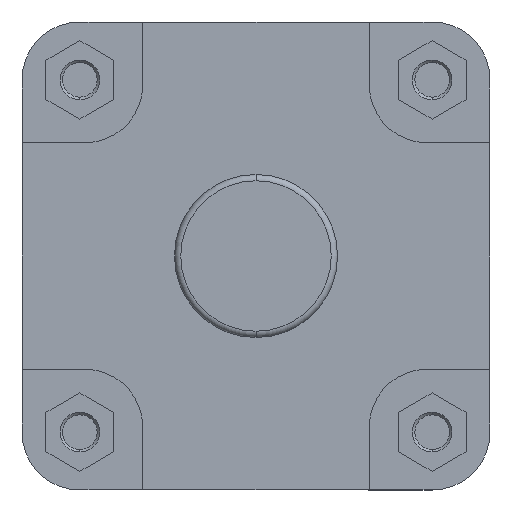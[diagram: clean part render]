
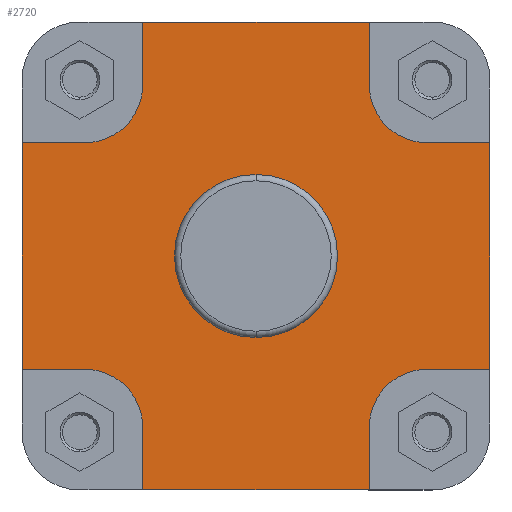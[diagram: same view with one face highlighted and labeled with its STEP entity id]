
A CAD part, left-side view. The second image highlights one B-rep face of the part: STEP entity #2720.
In plain terms, the highlighted planar face has unit normal (-1, 0, 0).
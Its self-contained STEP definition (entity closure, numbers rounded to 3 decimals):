
#165 = ORIENTED_EDGE ( 'NONE', *, *, #4756, .T. ) ;
#168 = ORIENTED_EDGE ( 'NONE', *, *, #4636, .T. ) ;
#174 = ORIENTED_EDGE ( 'NONE', *, *, #4351, .F. ) ;
#175 = ORIENTED_EDGE ( 'NONE', *, *, #5186, .F. ) ;
#179 = ORIENTED_EDGE ( 'NONE', *, *, #4668, .F. ) ;
#180 = ORIENTED_EDGE ( 'NONE', *, *, #4395, .F. ) ;
#181 = ORIENTED_EDGE ( 'NONE', *, *, #4402, .F. ) ;
#182 = ORIENTED_EDGE ( 'NONE', *, *, #5188, .F. ) ;
#187 = ORIENTED_EDGE ( 'NONE', *, *, #5172, .F. ) ;
#188 = ORIENTED_EDGE ( 'NONE', *, *, #5175, .F. ) ;
#191 = ORIENTED_EDGE ( 'NONE', *, *, #5177, .F. ) ;
#195 = ORIENTED_EDGE ( 'NONE', *, *, #4492, .F. ) ;
#196 = ORIENTED_EDGE ( 'NONE', *, *, #5168, .F. ) ;
#202 = ORIENTED_EDGE ( 'NONE', *, *, #5182, .F. ) ;
#206 = ORIENTED_EDGE ( 'NONE', *, *, #5184, .F. ) ;
#208 = ORIENTED_EDGE ( 'NONE', *, *, #5120, .F. ) ;
#210 = ORIENTED_EDGE ( 'NONE', *, *, #4494, .F. ) ;
#212 = ORIENTED_EDGE ( 'NONE', *, *, #5180, .F. ) ;
#411 = VERTEX_POINT ( 'NONE', #1491 ) ;
#435 = VERTEX_POINT ( 'NONE', #1511 ) ;
#475 = VERTEX_POINT ( 'NONE', #1551 ) ;
#476 = VERTEX_POINT ( 'NONE', #1552 ) ;
#477 = VERTEX_POINT ( 'NONE', #1553 ) ;
#478 = VERTEX_POINT ( 'NONE', #1554 ) ;
#479 = VERTEX_POINT ( 'NONE', #1555 ) ;
#480 = VERTEX_POINT ( 'NONE', #1556 ) ;
#481 = VERTEX_POINT ( 'NONE', #1557 ) ;
#482 = VERTEX_POINT ( 'NONE', #1558 ) ;
#483 = VERTEX_POINT ( 'NONE', #1559 ) ;
#484 = VERTEX_POINT ( 'NONE', #1560 ) ;
#485 = VERTEX_POINT ( 'NONE', #1561 ) ;
#486 = VERTEX_POINT ( 'NONE', #1562 ) ;
#487 = VERTEX_POINT ( 'NONE', #1563 ) ;
#488 = VERTEX_POINT ( 'NONE', #1564 ) ;
#489 = VERTEX_POINT ( 'NONE', #1565 ) ;
#490 = VERTEX_POINT ( 'NONE', #1566 ) ;
#721 = AXIS2_PLACEMENT_3D ( 'NONE', #2166, #2170, #2171 ) ;
#996 = AXIS2_PLACEMENT_3D ( 'NONE', #5043, #5044, #5045 ) ;
#1004 = AXIS2_PLACEMENT_3D ( 'NONE', #5101, #5104, #5105 ) ;
#1024 = AXIS2_PLACEMENT_3D ( 'NONE', #5260, #5267, #5268 ) ;
#1110 = AXIS2_PLACEMENT_3D ( 'NONE', #6605, #6621, #6622 ) ;
#1120 = AXIS2_PLACEMENT_3D ( 'NONE', #6677, #6683, #6684 ) ;
#1124 = AXIS2_PLACEMENT_3D ( 'NONE', #6689, #6691, #6692 ) ;
#1491 = CARTESIAN_POINT ( 'NONE',  ( 55., 0., 32.4 ) ) ;
#1511 = CARTESIAN_POINT ( 'NONE',  ( 55., 0., -32.4 ) ) ;
#1551 = CARTESIAN_POINT ( 'NONE',  ( 55., 45., -68. ) ) ;
#1552 = CARTESIAN_POINT ( 'NONE',  ( 55., 68., -45. ) ) ;
#1553 = CARTESIAN_POINT ( 'NONE',  ( 55., 93., -45. ) ) ;
#1554 = CARTESIAN_POINT ( 'NONE',  ( 55., 93., 45. ) ) ;
#1555 = CARTESIAN_POINT ( 'NONE',  ( 55., 68., 45. ) ) ;
#1556 = CARTESIAN_POINT ( 'NONE',  ( 55., 45., 68. ) ) ;
#1557 = CARTESIAN_POINT ( 'NONE',  ( 55., 45., 93. ) ) ;
#1558 = CARTESIAN_POINT ( 'NONE',  ( 55., -45., 93. ) ) ;
#1559 = CARTESIAN_POINT ( 'NONE',  ( 55., -45., 68. ) ) ;
#1560 = CARTESIAN_POINT ( 'NONE',  ( 55., -68., 45. ) ) ;
#1561 = CARTESIAN_POINT ( 'NONE',  ( 55., -93., 45. ) ) ;
#1562 = CARTESIAN_POINT ( 'NONE',  ( 55., -93., -45. ) ) ;
#1563 = CARTESIAN_POINT ( 'NONE',  ( 55., -68., -45. ) ) ;
#1564 = CARTESIAN_POINT ( 'NONE',  ( 55., -45., -68. ) ) ;
#1565 = CARTESIAN_POINT ( 'NONE',  ( 55., -45., -93. ) ) ;
#1566 = CARTESIAN_POINT ( 'NONE',  ( 55., 45., -93. ) ) ;
#2166 = CARTESIAN_POINT ( 'NONE',  ( 55., 32.4, 0. ) ) ;
#2167 = PLANE ( 'NONE',  #721 ) ;
#2170 = DIRECTION ( 'NONE',  ( 1., 0., 0. ) ) ;
#2171 = DIRECTION ( 'NONE',  ( 0., 0., -1. ) ) ;
#2602 = EDGE_LOOP ( 'NONE', ( #168, #179, #181, #210, #165, #180, #208, #196, #187, #188, #191, #212, #182, #175, #206, #202 ) ) ;
#2638 = EDGE_LOOP ( 'NONE', ( #174, #195 ) ) ;
#2720 = ADVANCED_FACE ( 'NONE', ( #3800, #3813 ), #2167, .F. ) ;
#3800 = FACE_BOUND ( 'NONE', #2638, .T. ) ;
#3813 = FACE_OUTER_BOUND ( 'NONE', #2602, .T. ) ;
#4351 = EDGE_CURVE ( 'NONE', #411, #435, #5905, .T. ) ;
#4395 = EDGE_CURVE ( 'NONE', #484, #485, #5927, .T. ) ;
#4402 = EDGE_CURVE ( 'NONE', #487, #488, #5946, .T. ) ;
#4492 = EDGE_CURVE ( 'NONE', #435, #411, #6014, .T. ) ;
#4494 = EDGE_CURVE ( 'NONE', #486, #487, #6009, .T. ) ;
#4636 = EDGE_CURVE ( 'NONE', #490, #489, #6098, .T. ) ;
#4668 = EDGE_CURVE ( 'NONE', #488, #489, #6126, .T. ) ;
#4756 = EDGE_CURVE ( 'NONE', #486, #485, #6190, .T. ) ;
#5043 = CARTESIAN_POINT ( 'NONE',  ( 55., 0., 0. ) ) ;
#5044 = DIRECTION ( 'NONE',  ( -1., 0., 0. ) ) ;
#5045 = DIRECTION ( 'NONE',  ( 0., 0., 1. ) ) ;
#5089 = CARTESIAN_POINT ( 'NONE',  ( 55., -68., 45. ) ) ;
#5092 = DIRECTION ( 'NONE',  ( 0., -1., 0. ) ) ;
#5101 = CARTESIAN_POINT ( 'NONE',  ( 55., -68., -68. ) ) ;
#5104 = DIRECTION ( 'NONE',  ( -1., 0., 0. ) ) ;
#5105 = DIRECTION ( 'NONE',  ( 0., 0., -1. ) ) ;
#5120 = EDGE_CURVE ( 'NONE', #483, #484, #6332, .T. ) ;
#5168 = EDGE_CURVE ( 'NONE', #482, #483, #6359, .T. ) ;
#5172 = EDGE_CURVE ( 'NONE', #481, #482, #6379, .T. ) ;
#5175 = EDGE_CURVE ( 'NONE', #480, #481, #6381, .T. ) ;
#5177 = EDGE_CURVE ( 'NONE', #479, #480, #6385, .T. ) ;
#5180 = EDGE_CURVE ( 'NONE', #478, #479, #6377, .T. ) ;
#5182 = EDGE_CURVE ( 'NONE', #490, #475, #6384, .T. ) ;
#5184 = EDGE_CURVE ( 'NONE', #475, #476, #6391, .T. ) ;
#5186 = EDGE_CURVE ( 'NONE', #476, #477, #6387, .T. ) ;
#5188 = EDGE_CURVE ( 'NONE', #477, #478, #6392, .T. ) ;
#5260 = CARTESIAN_POINT ( 'NONE',  ( 55., 0., 0. ) ) ;
#5267 = DIRECTION ( 'NONE',  ( -1., 0., 0. ) ) ;
#5268 = DIRECTION ( 'NONE',  ( 0., 0., 1. ) ) ;
#5270 = CARTESIAN_POINT ( 'NONE',  ( 55., -93., -45. ) ) ;
#5271 = DIRECTION ( 'NONE',  ( 0., 1., 0. ) ) ;
#5443 = CARTESIAN_POINT ( 'NONE',  ( 55., -204.741, -93. ) ) ;
#5446 = DIRECTION ( 'NONE',  ( 0., -1., 0. ) ) ;
#5499 = CARTESIAN_POINT ( 'NONE',  ( 55., -45., -68. ) ) ;
#5500 = DIRECTION ( 'NONE',  ( 0., 0., -1. ) ) ;
#5601 = CARTESIAN_POINT ( 'NONE',  ( 55., -93., 0. ) ) ;
#5602 = DIRECTION ( 'NONE',  ( 0., 0., 1. ) ) ;
#5905 = CIRCLE ( 'NONE', #996, 32.4 ) ;
#5927 = LINE ( 'NONE', #5089, #5940 ) ;
#5940 = VECTOR ( 'NONE', #5092, 1000. ) ;
#5946 = CIRCLE ( 'NONE', #1004, 23. ) ;
#6009 = LINE ( 'NONE', #5270, #6011 ) ;
#6011 = VECTOR ( 'NONE', #5271, 1000. ) ;
#6014 = CIRCLE ( 'NONE', #1024, 32.4 ) ;
#6098 = LINE ( 'NONE', #5443, #6111 ) ;
#6111 = VECTOR ( 'NONE', #5446, 1000. ) ;
#6126 = LINE ( 'NONE', #5499, #6128 ) ;
#6128 = VECTOR ( 'NONE', #5500, 1000. ) ;
#6190 = LINE ( 'NONE', #5601, #6191 ) ;
#6191 = VECTOR ( 'NONE', #5602, 1000. ) ;
#6332 = CIRCLE ( 'NONE', #1110, 23. ) ;
#6359 = LINE ( 'NONE', #6670, #6376 ) ;
#6373 = VECTOR ( 'NONE', #6686, 1000. ) ;
#6376 = VECTOR ( 'NONE', #6676, 1000. ) ;
#6377 = LINE ( 'NONE', #6685, #6373 ) ;
#6379 = LINE ( 'NONE', #6679, #6380 ) ;
#6380 = VECTOR ( 'NONE', #6680, 1000. ) ;
#6381 = LINE ( 'NONE', #6681, #6382 ) ;
#6382 = VECTOR ( 'NONE', #6682, 1000. ) ;
#6383 = VECTOR ( 'NONE', #6694, 1000. ) ;
#6384 = LINE ( 'NONE', #6675, #6386 ) ;
#6385 = CIRCLE ( 'NONE', #1120, 23. ) ;
#6386 = VECTOR ( 'NONE', #6688, 1000. ) ;
#6387 = LINE ( 'NONE', #6693, #6383 ) ;
#6391 = CIRCLE ( 'NONE', #1124, 23. ) ;
#6392 = LINE ( 'NONE', #6695, #6393 ) ;
#6393 = VECTOR ( 'NONE', #6696, 1000. ) ;
#6605 = CARTESIAN_POINT ( 'NONE',  ( 55., -68., 68. ) ) ;
#6621 = DIRECTION ( 'NONE',  ( -1., 0., 0. ) ) ;
#6622 = DIRECTION ( 'NONE',  ( 0., 0., -1. ) ) ;
#6670 = CARTESIAN_POINT ( 'NONE',  ( 55., -45., 93. ) ) ;
#6675 = CARTESIAN_POINT ( 'NONE',  ( 55., 45., -93. ) ) ;
#6676 = DIRECTION ( 'NONE',  ( 0., 0., -1. ) ) ;
#6677 = CARTESIAN_POINT ( 'NONE',  ( 55., 68., 68. ) ) ;
#6679 = CARTESIAN_POINT ( 'NONE',  ( 55., -204.741, 93. ) ) ;
#6680 = DIRECTION ( 'NONE',  ( 0., -1., 0. ) ) ;
#6681 = CARTESIAN_POINT ( 'NONE',  ( 55., 45., 68. ) ) ;
#6682 = DIRECTION ( 'NONE',  ( 0., 0., 1. ) ) ;
#6683 = DIRECTION ( 'NONE',  ( -1., 0., 0. ) ) ;
#6684 = DIRECTION ( 'NONE',  ( 0., 0., -1. ) ) ;
#6685 = CARTESIAN_POINT ( 'NONE',  ( 55., 93., 45. ) ) ;
#6686 = DIRECTION ( 'NONE',  ( 0., -1., 0. ) ) ;
#6688 = DIRECTION ( 'NONE',  ( 0., 0., 1. ) ) ;
#6689 = CARTESIAN_POINT ( 'NONE',  ( 55., 68., -68. ) ) ;
#6691 = DIRECTION ( 'NONE',  ( -1., 0., 0. ) ) ;
#6692 = DIRECTION ( 'NONE',  ( 0., 0., -1. ) ) ;
#6693 = CARTESIAN_POINT ( 'NONE',  ( 55., 68., -45. ) ) ;
#6694 = DIRECTION ( 'NONE',  ( 0., 1., 0. ) ) ;
#6695 = CARTESIAN_POINT ( 'NONE',  ( 55., 93., 0. ) ) ;
#6696 = DIRECTION ( 'NONE',  ( 0., 0., 1. ) ) ;
